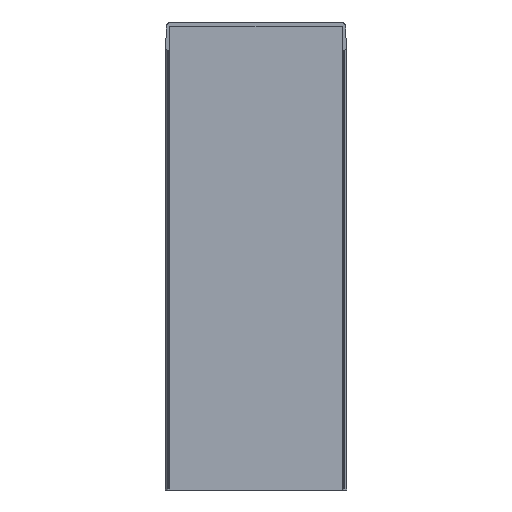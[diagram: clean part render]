
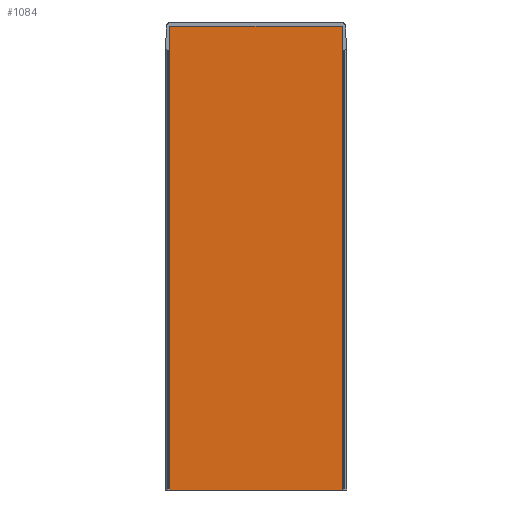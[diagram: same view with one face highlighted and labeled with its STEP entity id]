
A CAD part, left-side view. The second image highlights one B-rep face of the part: STEP entity #1084.
In plain terms, the highlighted planar face has unit normal (-1, 0, 0).
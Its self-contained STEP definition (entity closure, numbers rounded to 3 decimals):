
#2 = CARTESIAN_POINT ( 'NONE',  ( -1.8, -38.24, 97.917 ) ) ;
#5 = LINE ( 'NONE', #653, #1433 ) ;
#8 = VECTOR ( 'NONE', #739, 1000. ) ;
#10 = LINE ( 'NONE', #1467, #8 ) ;
#11 = VECTOR ( 'NONE', #862, 1000. ) ;
#13 = VECTOR ( 'NONE', #1321, 1000. ) ;
#15 = CARTESIAN_POINT ( 'NONE',  ( -1.8, -38.799, 97.917 ) ) ;
#20 = CARTESIAN_POINT ( 'NONE',  ( -1.8, -36.906, 100.001 ) ) ;
#23 = LINE ( 'NONE', #1291, #11 ) ;
#26 = VECTOR ( 'NONE', #37, 1000. ) ;
#27 = VECTOR ( 'NONE', #46, 1000. ) ;
#28 = DIRECTION ( 'NONE',  ( 0., -1., 0. ) ) ;
#30 = LINE ( 'NONE', #62, #27 ) ;
#31 = LINE ( 'NONE', #20, #26 ) ;
#37 = DIRECTION ( 'NONE',  ( 0., 0., -1. ) ) ;
#38 = LINE ( 'NONE', #80, #66 ) ;
#46 = DIRECTION ( 'NONE',  ( 0., -1., 0. ) ) ;
#54 = LINE ( 'NONE', #15, #13 ) ;
#62 = CARTESIAN_POINT ( 'NONE',  ( -1.8, 0., -100. ) ) ;
#66 = VECTOR ( 'NONE', #122, 1000. ) ;
#80 = CARTESIAN_POINT ( 'NONE',  ( -1.8, 36.906, 100.001 ) ) ;
#117 = CARTESIAN_POINT ( 'NONE',  ( -1.8, 36.906, 97.917 ) ) ;
#122 = DIRECTION ( 'NONE',  ( 0., 0., -1. ) ) ;
#141 = VECTOR ( 'NONE', #546, 1000. ) ;
#148 = PLANE ( 'NONE',  #425 ) ;
#156 = LINE ( 'NONE', #605, #141 ) ;
#259 = ORIENTED_EDGE ( 'NONE', *, *, #817, .T. ) ;
#363 = CARTESIAN_POINT ( 'NONE',  ( -1.8, -38.24, 98.2 ) ) ;
#411 = CARTESIAN_POINT ( 'NONE',  ( -1.8, 38.24, 98.2 ) ) ;
#416 = CARTESIAN_POINT ( 'NONE',  ( -1.8, 36.906, -100. ) ) ;
#425 = AXIS2_PLACEMENT_3D ( 'NONE', #644, #476, #469 ) ;
#446 = VERTEX_POINT ( 'NONE', #1397 ) ;
#457 = CARTESIAN_POINT ( 'NONE',  ( -1.8, -36.906, 97.917 ) ) ;
#462 = VERTEX_POINT ( 'NONE', #1511 ) ;
#469 = DIRECTION ( 'NONE',  ( 0., 0., -1. ) ) ;
#476 = DIRECTION ( 'NONE',  ( 1., 0., 0. ) ) ;
#520 = EDGE_LOOP ( 'NONE', ( #1115, #1123, #1128, #1153, #1164, #1170, #259, #1200 ) ) ;
#546 = DIRECTION ( 'NONE',  ( 0., 0., -1. ) ) ;
#605 = CARTESIAN_POINT ( 'NONE',  ( -1.8, 38.24, 100. ) ) ;
#644 = CARTESIAN_POINT ( 'NONE',  ( -1.8, 0., 100. ) ) ;
#653 = CARTESIAN_POINT ( 'NONE',  ( -1.8, 38.799, 97.917 ) ) ;
#739 = DIRECTION ( 'NONE',  ( 0., 0., -1. ) ) ;
#817 = EDGE_CURVE ( 'NONE', #876, #462, #156, .T. ) ;
#862 = DIRECTION ( 'NONE',  ( 0., -1., 0. ) ) ;
#876 = VERTEX_POINT ( 'NONE', #411 ) ;
#893 = VERTEX_POINT ( 'NONE', #416 ) ;
#960 = EDGE_CURVE ( 'NONE', #1507, #893, #38, .T. ) ;
#974 = EDGE_CURVE ( 'NONE', #893, #446, #30, .T. ) ;
#982 = EDGE_CURVE ( 'NONE', #1241, #446, #31, .T. ) ;
#985 = VERTEX_POINT ( 'NONE', #2 ) ;
#1006 = EDGE_CURVE ( 'NONE', #985, #1241, #54, .T. ) ;
#1017 = EDGE_CURVE ( 'NONE', #1137, #985, #10, .T. ) ;
#1036 = EDGE_CURVE ( 'NONE', #876, #1137, #23, .T. ) ;
#1046 = EDGE_CURVE ( 'NONE', #462, #1507, #5, .T. ) ;
#1084 = ADVANCED_FACE ( 'NONE', ( #1580 ), #148, .F. ) ;
#1115 = ORIENTED_EDGE ( 'NONE', *, *, #960, .T. ) ;
#1123 = ORIENTED_EDGE ( 'NONE', *, *, #974, .T. ) ;
#1128 = ORIENTED_EDGE ( 'NONE', *, *, #982, .F. ) ;
#1137 = VERTEX_POINT ( 'NONE', #363 ) ;
#1153 = ORIENTED_EDGE ( 'NONE', *, *, #1006, .F. ) ;
#1164 = ORIENTED_EDGE ( 'NONE', *, *, #1017, .F. ) ;
#1170 = ORIENTED_EDGE ( 'NONE', *, *, #1036, .F. ) ;
#1200 = ORIENTED_EDGE ( 'NONE', *, *, #1046, .T. ) ;
#1241 = VERTEX_POINT ( 'NONE', #457 ) ;
#1291 = CARTESIAN_POINT ( 'NONE',  ( -1.8, 38.799, 98.2 ) ) ;
#1321 = DIRECTION ( 'NONE',  ( 0., 1., 0. ) ) ;
#1397 = CARTESIAN_POINT ( 'NONE',  ( -1.8, -36.906, -100. ) ) ;
#1433 = VECTOR ( 'NONE', #28, 1000. ) ;
#1467 = CARTESIAN_POINT ( 'NONE',  ( -1.8, -38.24, 100. ) ) ;
#1507 = VERTEX_POINT ( 'NONE', #117 ) ;
#1511 = CARTESIAN_POINT ( 'NONE',  ( -1.8, 38.24, 97.917 ) ) ;
#1580 = FACE_OUTER_BOUND ( 'NONE', #520, .T. ) ;
